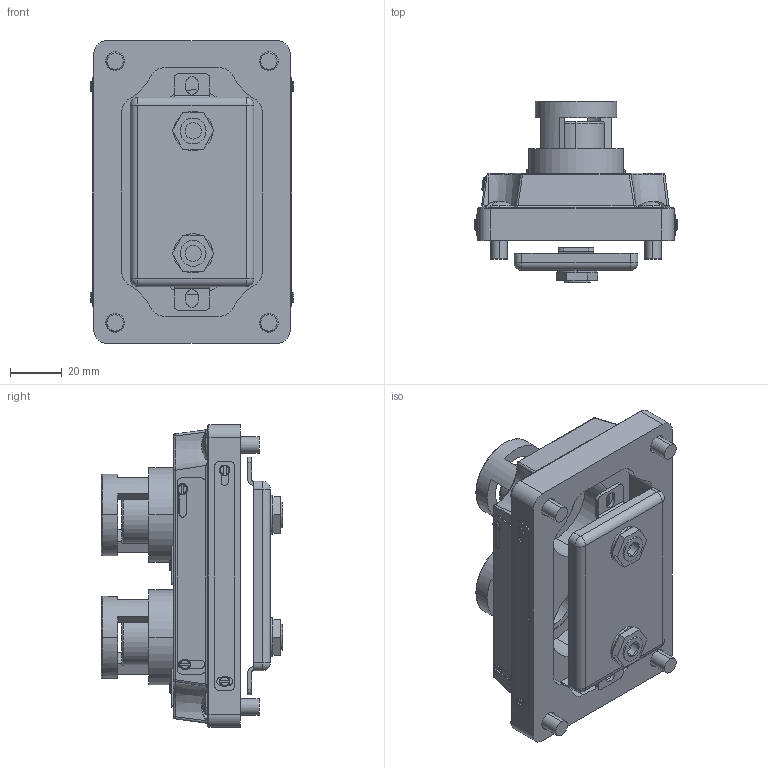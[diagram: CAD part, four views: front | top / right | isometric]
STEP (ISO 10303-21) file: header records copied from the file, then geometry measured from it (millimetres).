
FILE_DESCRIPTION (( 'STEP AP214' ), '1' );
FILE_NAME ('XCS-0B30RLD-GLD.step', '2016-03-09T20:43:00', ( '' ), ( '' ), 'SwSTEP 2.0', 'SolidWorks 2015', '' );
FILE_SCHEMA (( 'AUTOMOTIVE_DESIGN' ));
Length unit declared in the file: millimetre
Products named in the file (1): XCS-0B30RLD-GLD
Bounding box: 79.04 x 70.32 x 117.47 mm (x, y, z)
Volume: 165224 mm3; surface area: 66971.6 mm2
Topology: 28 solids, 28 shells, 579 faces, 1460 edges, 914 vertices
Faces by surface type: plane 219, cylinder 195, torus 93, sphere 25, bspline 25, cone 22
Entity records: 23211 total; most frequent: CARTESIAN_POINT 4597, DIRECTION 3062, ORIENTED_EDGE 2878, EDGE_CURVE 1439, AXIS2_PLACEMENT_3D 1227, VERTEX_POINT 910, CIRCLE 672, EDGE_LOOP 625
